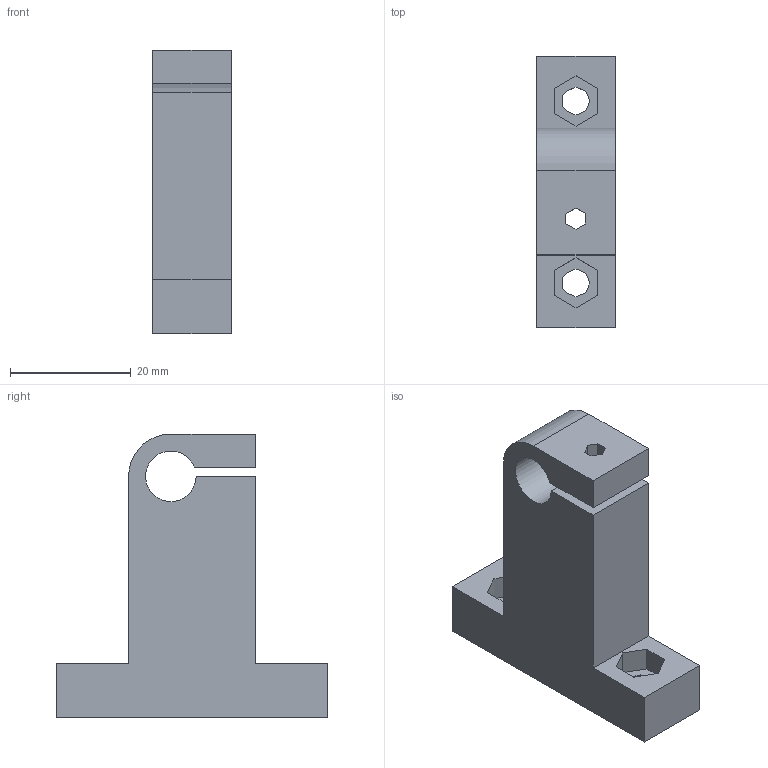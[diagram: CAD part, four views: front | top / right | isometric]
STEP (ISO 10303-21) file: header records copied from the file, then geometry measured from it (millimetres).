
FILE_DESCRIPTION(/* description */ (''),/* implementation_level */ '2;1');
FILE_NAME(/* name */ 'Z bar clamp.step',/* time_stamp */ '2018-07-20T12:06:53+02:00',/* author */ ('boelle'),/* organization */ (''),/* preprocessor_version */ 'ST-DEVELOPER v17',/* originating_system */ 'Autodesk Translation Framework v7.1.0.215',/* authorisation */ '');
FILE_SCHEMA (('AUTOMOTIVE_DESIGN { 1 0 10303 214 3 1 1 }'));
Length unit declared in the file: millimetre
Products named in the file (1): z bar clamp
Bounding box: 13 x 45 x 47 mm (x, y, z)
Volume: 10428.4 mm3; surface area: 7058.4 mm2
Topology: 1 solids, 1 shells, 89 faces, 255 edges, 170 vertices
Faces by surface type: plane 87, cylinder 2
Entity records: 2917 total; most frequent: CARTESIAN_POINT 515, ORIENTED_EDGE 510, DIRECTION 439, EDGE_CURVE 255, LINE 251, VECTOR 251, VERTEX_POINT 170, EDGE_LOOP 103
